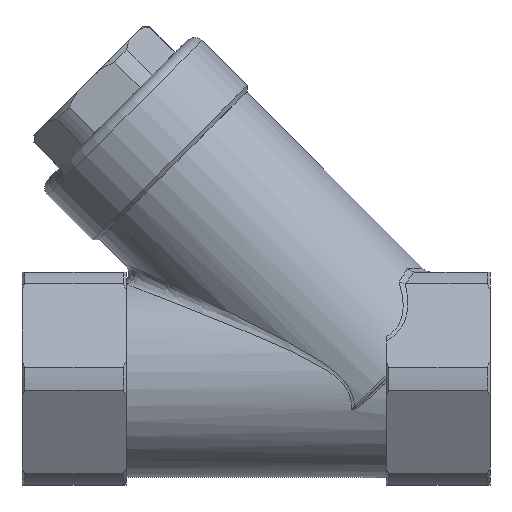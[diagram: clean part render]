
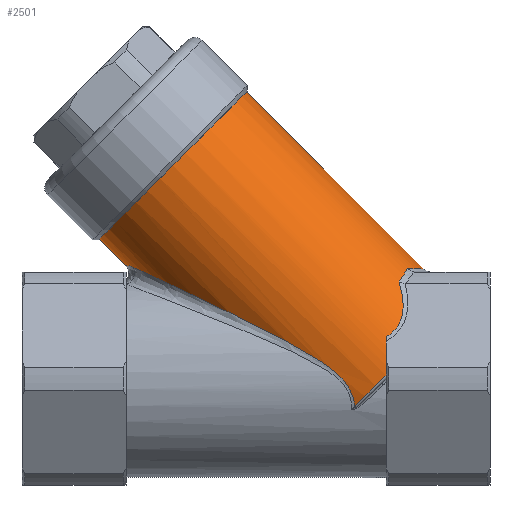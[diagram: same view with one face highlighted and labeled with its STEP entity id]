
A CAD part, left-side view. The second image highlights one B-rep face of the part: STEP entity #2501.
In plain terms, the highlighted cylindrical face has radius 20 mm (diameter 40 mm), a full revolution.
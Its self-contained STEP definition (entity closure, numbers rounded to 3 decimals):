
#41=ELLIPSE('',#2658,28.284,20.);
#42=ELLIPSE('',#2663,28.284,20.);
#47=ELLIPSE('',#2694,29.732,20.);
#48=ELLIPSE('',#2695,61.547,20.);
#49=ELLIPSE('',#2698,61.547,20.);
#334=B_SPLINE_CURVE_WITH_KNOTS('',3,(#3929,#3930,#3931,#3932),
 .UNSPECIFIED.,.F.,.F.,(4,4),(-0.001,0.005),
 .UNSPECIFIED.);
#335=B_SPLINE_CURVE_WITH_KNOTS('',3,(#3937,#3938,#3939,#3940),
 .UNSPECIFIED.,.F.,.F.,(4,4),(-0.002,0.004),
 .UNSPECIFIED.);
#336=B_SPLINE_CURVE_WITH_KNOTS('',3,(#3945,#3946,#3947,#3948,#3949,#3950,
#3951,#3952,#3953,#3954,#3955,#3956,#3957,#3958,#3959,#3960),
 .UNSPECIFIED.,.F.,.F.,(4,1,1,1,1,1,1,1,1,1,1,1,1,4),(0.001,
0.004,0.008,0.011,0.014,
0.018,0.021,0.028,0.035,
0.042,0.045,0.049,0.052,
0.056),.UNSPECIFIED.);
#337=B_SPLINE_CURVE_WITH_KNOTS('',3,(#3962,#3963,#3964,#3965,#3966,#3967,
#3968,#3969),.UNSPECIFIED.,.F.,.F.,(4,1,1,1,1,4),(0.,0.001,
0.003,0.006,0.009,0.012),
 .UNSPECIFIED.);
#338=B_SPLINE_CURVE_WITH_KNOTS('',3,(#3971,#3972,#3973,#3974,#3975,#3976,
#3977,#3978,#3979,#3980,#3981,#3982,#3983,#3984),.UNSPECIFIED.,.F.,.F.,
(4,1,1,1,1,1,1,1,1,1,1,4),(0.068,0.075,0.082,
0.089,0.095,0.102,0.106,
0.109,0.113,0.116,0.12,
0.123),.UNSPECIFIED.);
#721=ORIENTED_EDGE('',*,*,#1105,.T.);
#722=ORIENTED_EDGE('',*,*,#1106,.T.);
#723=ORIENTED_EDGE('',*,*,#1107,.T.);
#724=ORIENTED_EDGE('',*,*,#1108,.T.);
#725=ORIENTED_EDGE('',*,*,#1109,.T.);
#726=ORIENTED_EDGE('',*,*,#1062,.T.);
#727=ORIENTED_EDGE('',*,*,#1110,.T.);
#728=ORIENTED_EDGE('',*,*,#1111,.T.);
#729=ORIENTED_EDGE('',*,*,#1112,.T.);
#730=ORIENTED_EDGE('',*,*,#1113,.T.);
#731=ORIENTED_EDGE('',*,*,#1114,.T.);
#732=ORIENTED_EDGE('',*,*,#1074,.T.);
#733=ORIENTED_EDGE('',*,*,#1115,.T.);
#1062=EDGE_CURVE('',#1292,#1291,#41,.F.);
#1074=EDGE_CURVE('',#1304,#1303,#42,.F.);
#1105=EDGE_CURVE('',#1310,#1310,#1401,.T.);
#1106=EDGE_CURVE('',#1311,#1312,#334,.T.);
#1107=EDGE_CURVE('',#1312,#1313,#47,.F.);
#1108=EDGE_CURVE('',#1313,#1314,#335,.T.);
#1109=EDGE_CURVE('',#1314,#1292,#48,.F.);
#1110=EDGE_CURVE('',#1291,#1315,#1402,.T.);
#1111=EDGE_CURVE('',#1315,#1316,#336,.T.);
#1112=EDGE_CURVE('',#1316,#1317,#337,.T.);
#1113=EDGE_CURVE('',#1317,#1318,#338,.T.);
#1114=EDGE_CURVE('',#1318,#1304,#1403,.T.);
#1115=EDGE_CURVE('',#1303,#1311,#49,.F.);
#1291=VERTEX_POINT('',#3761);
#1292=VERTEX_POINT('',#3763);
#1303=VERTEX_POINT('',#3791);
#1304=VERTEX_POINT('',#3793);
#1310=VERTEX_POINT('',#3928);
#1311=VERTEX_POINT('',#3933);
#1312=VERTEX_POINT('',#3934);
#1313=VERTEX_POINT('',#3936);
#1314=VERTEX_POINT('',#3941);
#1315=VERTEX_POINT('',#3944);
#1316=VERTEX_POINT('',#3961);
#1317=VERTEX_POINT('',#3970);
#1318=VERTEX_POINT('',#3985);
#1401=CIRCLE('',#2693,20.);
#1402=CIRCLE('',#2696,20.);
#1403=CIRCLE('',#2697,20.);
#1492=EDGE_LOOP('',(#721));
#1493=EDGE_LOOP('',(#722,#723,#724,#725,#726,#727,#728,#729,#730,#731,#732,
#733));
#1614=FACE_BOUND('',#1492,.T.);
#1615=FACE_BOUND('',#1493,.T.);
#1685=CYLINDRICAL_SURFACE('',#2692,20.);
#2501=ADVANCED_FACE('',(#1614,#1615),#1685,.T.);
#2658=AXIS2_PLACEMENT_3D('',#3762,#3028,#3029);
#2663=AXIS2_PLACEMENT_3D('',#3792,#3043,#3044);
#2692=AXIS2_PLACEMENT_3D('',#3926,#3102,#3103);
#2693=AXIS2_PLACEMENT_3D('',#3927,#3104,#3105);
#2694=AXIS2_PLACEMENT_3D('',#3935,#3106,#3107);
#2695=AXIS2_PLACEMENT_3D('',#3942,#3108,#3109);
#2696=AXIS2_PLACEMENT_3D('',#3943,#3110,#3111);
#2697=AXIS2_PLACEMENT_3D('',#3986,#3112,#3113);
#2698=AXIS2_PLACEMENT_3D('',#3987,#3114,#3115);
#3028=DIRECTION('',(0.,-1.,0.));
#3029=DIRECTION('',(0.,0.,-1.));
#3043=DIRECTION('',(0.,-1.,0.));
#3044=DIRECTION('',(0.,0.,-1.));
#3102=DIRECTION('',(0.,-0.707,-0.707));
#3103=DIRECTION('',(0.,0.707,-0.707));
#3104=DIRECTION('',(0.,-0.707,-0.707));
#3105=DIRECTION('',(0.,0.707,-0.707));
#3106=DIRECTION('',(0.,0.048,-0.999));
#3107=DIRECTION('',(0.,-0.999,-0.048));
#3108=DIRECTION('',(-0.876,0.023,-0.483));
#3109=DIRECTION('',(0.301,-0.756,-0.582));
#3110=DIRECTION('',(0.,0.707,0.707));
#3111=DIRECTION('',(0.,-0.707,0.707));
#3112=DIRECTION('',(0.,0.707,0.707));
#3113=DIRECTION('',(0.,-0.707,0.707));
#3114=DIRECTION('',(0.876,0.023,-0.483));
#3115=DIRECTION('',(-0.301,-0.756,-0.582));
#3761=CARTESIAN_POINT('',(19.994,-25.,0.707));
#3762=CARTESIAN_POINT('',(0.,-25.,0.));
#3763=CARTESIAN_POINT('',(19.167,-25.,8.078));
#3791=CARTESIAN_POINT('',(-19.167,-25.,8.078));
#3792=CARTESIAN_POINT('',(0.,-25.,0.));
#3793=CARTESIAN_POINT('',(-19.994,-25.,0.707));
#3926=CARTESIAN_POINT('',(0.,-25.,0.));
#3927=CARTESIAN_POINT('',(0.,16.012,41.012));
#3928=CARTESIAN_POINT('',(0.,30.154,26.87));
#3929=CARTESIAN_POINT('',(-13.307,-27.524,18.591));
#3930=CARTESIAN_POINT('',(-11.955,-28.205,19.613));
#3931=CARTESIAN_POINT('',(-10.443,-28.744,20.515));
#3932=CARTESIAN_POINT('',(-8.814,-29.159,21.231));
#3933=CARTESIAN_POINT('',(-13.307,-27.524,18.591));
#3934=CARTESIAN_POINT('',(-8.814,-29.159,21.231));
#3935=CARTESIAN_POINT('',(0.,-2.5,22.5));
#3936=CARTESIAN_POINT('',(8.814,-29.159,21.231));
#3937=CARTESIAN_POINT('',(8.814,-29.159,21.231));
#3938=CARTESIAN_POINT('',(10.443,-28.744,20.515));
#3939=CARTESIAN_POINT('',(11.955,-28.205,19.613));
#3940=CARTESIAN_POINT('',(13.307,-27.524,18.591));
#3941=CARTESIAN_POINT('',(13.307,-27.524,18.591));
#3942=CARTESIAN_POINT('',(0.,20.,45.));
#3943=CARTESIAN_POINT('',(0.,-24.646,0.354));
#3944=CARTESIAN_POINT('',(18.33,-18.989,-5.304));
#3945=CARTESIAN_POINT('',(18.33,-18.989,-5.304));
#3946=CARTESIAN_POINT('',(18.634,-18.875,-4.204));
#3947=CARTESIAN_POINT('',(19.034,-18.272,-1.993));
#3948=CARTESIAN_POINT('',(19.128,-16.045,0.7));
#3949=CARTESIAN_POINT('',(18.997,-13.344,2.794));
#3950=CARTESIAN_POINT('',(18.739,-10.461,4.629));
#3951=CARTESIAN_POINT('',(18.38,-7.505,6.313));
#3952=CARTESIAN_POINT('',(17.774,-3.513,8.444));
#3953=CARTESIAN_POINT('',(16.778,1.502,10.964));
#3954=CARTESIAN_POINT('',(15.143,7.493,13.868));
#3955=CARTESIAN_POINT('',(13.335,12.36,16.179));
#3956=CARTESIAN_POINT('',(11.516,16.121,17.949));
#3957=CARTESIAN_POINT('',(9.894,18.875,19.239));
#3958=CARTESIAN_POINT('',(7.979,21.438,20.435));
#3959=CARTESIAN_POINT('',(6.407,22.974,21.149));
#3960=CARTESIAN_POINT('',(5.529,23.641,21.459));
#3961=CARTESIAN_POINT('',(5.529,23.641,21.459));
#3962=CARTESIAN_POINT('',(5.529,23.641,21.459));
#3963=CARTESIAN_POINT('',(5.152,23.928,21.592));
#3964=CARTESIAN_POINT('',(4.296,24.385,21.738));
#3965=CARTESIAN_POINT('',(2.435,24.936,21.804));
#3966=CARTESIAN_POINT('',(-0.011,25.133,21.75));
#3967=CARTESIAN_POINT('',(-2.88,24.903,21.81));
#3968=CARTESIAN_POINT('',(-4.776,24.214,21.725));
#3969=CARTESIAN_POINT('',(-5.529,23.641,21.459));
#3970=CARTESIAN_POINT('',(-5.529,23.641,21.459));
#3971=CARTESIAN_POINT('',(-5.529,23.641,21.459));
#3972=CARTESIAN_POINT('',(-7.269,22.319,20.845));
#3973=CARTESIAN_POINT('',(-10.037,18.957,19.28));
#3974=CARTESIAN_POINT('',(-12.979,13.322,16.636));
#3975=CARTESIAN_POINT('',(-15.142,7.493,13.868));
#3976=CARTESIAN_POINT('',(-16.772,1.526,10.976));
#3977=CARTESIAN_POINT('',(-17.771,-3.496,8.452));
#3978=CARTESIAN_POINT('',(-18.376,-7.473,6.33));
#3979=CARTESIAN_POINT('',(-18.735,-10.421,4.653));
#3980=CARTESIAN_POINT('',(-18.994,-13.302,2.823));
#3981=CARTESIAN_POINT('',(-19.127,-16.025,0.719));
#3982=CARTESIAN_POINT('',(-19.037,-18.262,-1.969));
#3983=CARTESIAN_POINT('',(-18.635,-18.874,-4.2));
#3984=CARTESIAN_POINT('',(-18.33,-18.989,-5.304));
#3985=CARTESIAN_POINT('',(-18.33,-18.989,-5.304));
#3986=CARTESIAN_POINT('',(0.,-24.646,0.354));
#3987=CARTESIAN_POINT('',(0.,20.,45.));
